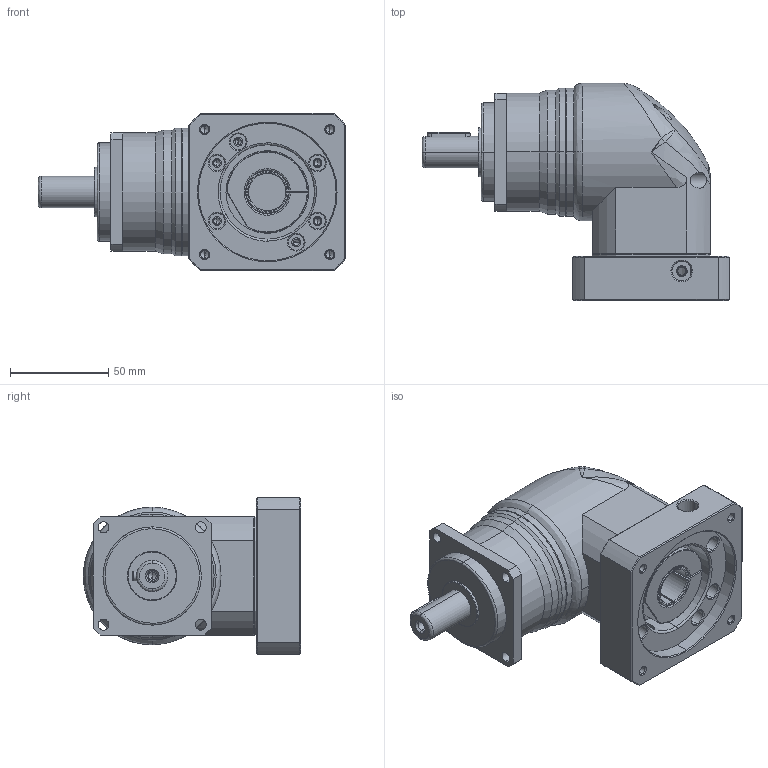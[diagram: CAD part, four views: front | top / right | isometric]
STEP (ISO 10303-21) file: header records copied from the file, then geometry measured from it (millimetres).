
FILE_DESCRIPTION (( 'STEP AP214' ), '1' );
FILE_NAME ('PBL060-L1-19-70-90-M5-M6.STEP', '2024-01-06T01:04:35', ( 'admin' ), ( '' ), 'SwSTEP 2.0', 'SolidWorks 2013', '' );
FILE_SCHEMA (( 'AUTOMOTIVE_DESIGN' ));
Length unit declared in the file: millimetre
Products named in the file (5): SBL060_X2_6CD55170_X0_-70-90M5; PB060_X2_8F9351FA7AEF_X0_; SBL060_X2_8F9351658F7495017D2773AF_X0_-19; SDL060_X2_94DD58F3_X0_-19; PBL060-L1-19-70-90-M5-M6
Assembly tree (4 placements, depth 2):
  PBL060-L1-19-70-90-M5-M6
    SDL060_X2_94DD58F3_X0_-19
    SBL060_X2_8F9351658F7495017D2773AF_X0_-19
    PB060_X2_8F9351FA7AEF_X0_
    SBL060_X2_6CD55170_X0_-70-90M5
Bounding box: 156.5 x 110.5 x 80 mm (x, y, z)
Volume: 546193.5 mm3; surface area: 94222.9 mm2
Topology: 6 solids, 6 shells, 426 faces, 1072 edges, 642 vertices
Faces by surface type: cylinder 186, cone 111, plane 97, bspline 30, torus 2
Entity records: 20086 total; most frequent: CARTESIAN_POINT 5267, DIRECTION 2136, ORIENTED_EDGE 2026, EDGE_CURVE 1013, AXIS2_PLACEMENT_3D 870, VERTEX_POINT 638, EDGE_LOOP 507, CIRCLE 467
